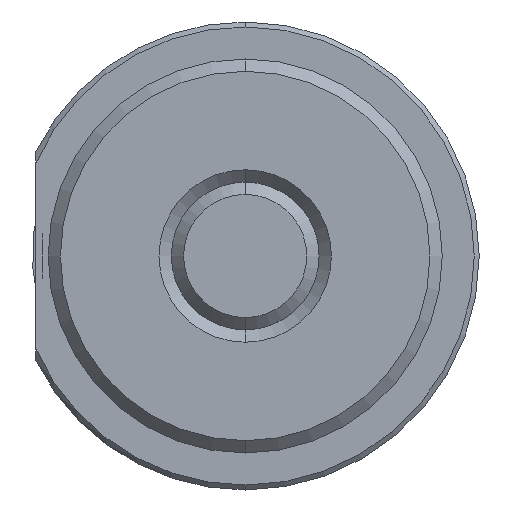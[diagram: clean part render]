
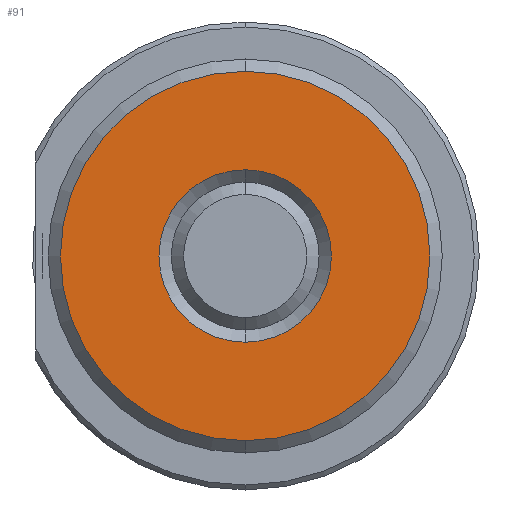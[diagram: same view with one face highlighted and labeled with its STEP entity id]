
A CAD part, left-side view. The second image highlights one B-rep face of the part: STEP entity #91.
In plain terms, the highlighted planar face has unit normal (-1, 0, 0).
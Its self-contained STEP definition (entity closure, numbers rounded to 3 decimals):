
#91 = ADVANCED_FACE ( 'NONE', ( #872, #870 ), #1662, .F. ) ;
#226 = EDGE_CURVE ( 'NONE', #1289, #474, #1087, .T. ) ;
#259 = EDGE_CURVE ( 'NONE', #1377, #1378, #1130, .T. ) ;
#303 = EDGE_CURVE ( 'NONE', #474, #1289, #1192, .T. ) ;
#309 = EDGE_CURVE ( 'NONE', #1378, #1377, #1198, .T. ) ;
#416 = AXIS2_PLACEMENT_3D ( 'NONE', #1661, #1663, #1664 ) ;
#474 = VERTEX_POINT ( 'NONE', #2496 ) ;
#513 = AXIS2_PLACEMENT_3D ( 'NONE', #2097, #2098, #2099 ) ;
#529 = AXIS2_PLACEMENT_3D ( 'NONE', #2214, #2215, #2216 ) ;
#552 = AXIS2_PLACEMENT_3D ( 'NONE', #2319, #2326, #2327 ) ;
#558 = AXIS2_PLACEMENT_3D ( 'NONE', #2337, #2343, #2344 ) ;
#870 = FACE_OUTER_BOUND ( 'NONE', #2711, .T. ) ;
#872 = FACE_BOUND ( 'NONE', #2850, .T. ) ;
#1087 = CIRCLE ( 'NONE', #513, 3.5 ) ;
#1130 = CIRCLE ( 'NONE', #529, 7.5 ) ;
#1192 = CIRCLE ( 'NONE', #552, 3.5 ) ;
#1198 = CIRCLE ( 'NONE', #558, 7.5 ) ;
#1289 = VERTEX_POINT ( 'NONE', #2501 ) ;
#1377 = VERTEX_POINT ( 'NONE', #2543 ) ;
#1378 = VERTEX_POINT ( 'NONE', #2544 ) ;
#1661 = CARTESIAN_POINT ( 'NONE',  ( 0., 3., 0. ) ) ;
#1662 = PLANE ( 'NONE',  #416 ) ;
#1663 = DIRECTION ( 'NONE',  ( 1., 0., 0. ) ) ;
#1664 = DIRECTION ( 'NONE',  ( 0., 0., -1. ) ) ;
#2097 = CARTESIAN_POINT ( 'NONE',  ( 0., 0., 0. ) ) ;
#2098 = DIRECTION ( 'NONE',  ( 1., 0., 0. ) ) ;
#2099 = DIRECTION ( 'NONE',  ( 0., 0., -1. ) ) ;
#2214 = CARTESIAN_POINT ( 'NONE',  ( 0., 0., 0. ) ) ;
#2215 = DIRECTION ( 'NONE',  ( -1., 0., 0. ) ) ;
#2216 = DIRECTION ( 'NONE',  ( 0., 0., -1. ) ) ;
#2319 = CARTESIAN_POINT ( 'NONE',  ( 0., 0., 0. ) ) ;
#2326 = DIRECTION ( 'NONE',  ( 1., 0., 0. ) ) ;
#2327 = DIRECTION ( 'NONE',  ( 0., 0., -1. ) ) ;
#2337 = CARTESIAN_POINT ( 'NONE',  ( 0., 0., 0. ) ) ;
#2343 = DIRECTION ( 'NONE',  ( -1., 0., 0. ) ) ;
#2344 = DIRECTION ( 'NONE',  ( 0., 0., -1. ) ) ;
#2496 = CARTESIAN_POINT ( 'NONE',  ( 0., 0., -3.5 ) ) ;
#2501 = CARTESIAN_POINT ( 'NONE',  ( 0., 0., 3.5 ) ) ;
#2543 = CARTESIAN_POINT ( 'NONE',  ( 0., 0., 7.5 ) ) ;
#2544 = CARTESIAN_POINT ( 'NONE',  ( 0., 0., -7.5 ) ) ;
#2711 = EDGE_LOOP ( 'NONE', ( #2759, #2775 ) ) ;
#2759 = ORIENTED_EDGE ( 'NONE', *, *, #309, .T. ) ;
#2775 = ORIENTED_EDGE ( 'NONE', *, *, #259, .T. ) ;
#2776 = ORIENTED_EDGE ( 'NONE', *, *, #303, .T. ) ;
#2780 = ORIENTED_EDGE ( 'NONE', *, *, #226, .T. ) ;
#2850 = EDGE_LOOP ( 'NONE', ( #2780, #2776 ) ) ;
